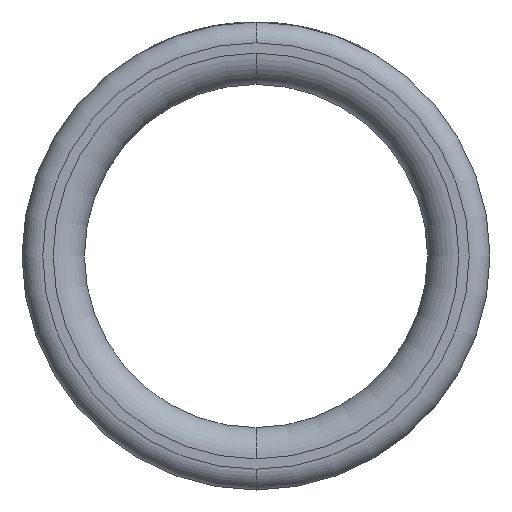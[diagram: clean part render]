
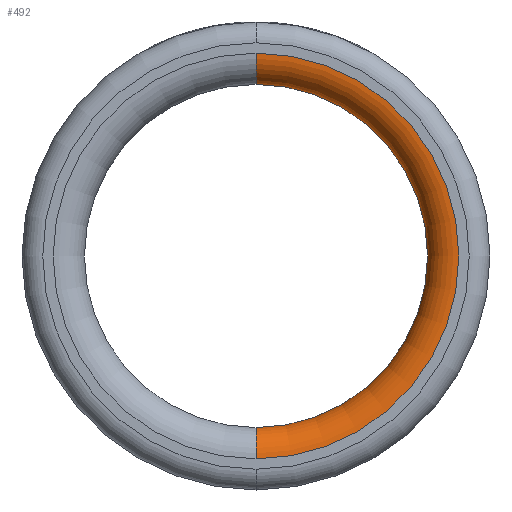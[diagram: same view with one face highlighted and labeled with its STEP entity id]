
A CAD part, front view. The second image highlights one B-rep face of the part: STEP entity #492.
In plain terms, the highlighted toroidal (fillet/blend) face has major radius 19.5 mm and minor radius 3 mm.
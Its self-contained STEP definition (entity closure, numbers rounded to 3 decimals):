
#31 = CIRCLE ( 'NONE', #1851, 16.5 ) ;
#40 = DIRECTION ( 'NONE',  ( 0., 0., -1. ) ) ;
#48 = ORIENTED_EDGE ( 'NONE', *, *, #2288, .T. ) ;
#54 = DIRECTION ( 'NONE',  ( -1., 0., 0. ) ) ;
#224 = CARTESIAN_POINT ( 'NONE',  ( 0., -62., -16.5 ) ) ;
#280 = VERTEX_POINT ( 'NONE', #389 ) ;
#311 = FACE_OUTER_BOUND ( 'NONE', #2476, .T. ) ;
#389 = CARTESIAN_POINT ( 'NONE',  ( 0., -62., 16.5 ) ) ;
#469 = DIRECTION ( 'NONE',  ( 0., 0., -1. ) ) ;
#485 = EDGE_CURVE ( 'NONE', #909, #1724, #2401, .T. ) ;
#492 = ADVANCED_FACE ( 'NONE', ( #311 ), #1448, .T. ) ;
#535 = EDGE_CURVE ( 'NONE', #909, #851, #2367, .T. ) ;
#537 = EDGE_CURVE ( 'NONE', #1724, #280, #31, .T. ) ;
#569 = AXIS2_PLACEMENT_3D ( 'NONE', #1341, #1364, #1757 ) ;
#646 = DIRECTION ( 'NONE',  ( 0., 0., 1. ) ) ;
#830 = AXIS2_PLACEMENT_3D ( 'NONE', #2397, #1038, #469 ) ;
#851 = VERTEX_POINT ( 'NONE', #2276 ) ;
#909 = VERTEX_POINT ( 'NONE', #1864 ) ;
#1016 = DIRECTION ( 'NONE',  ( 0., 0., -1. ) ) ;
#1033 = ORIENTED_EDGE ( 'NONE', *, *, #537, .F. ) ;
#1038 = DIRECTION ( 'NONE',  ( 0., -1., 0. ) ) ;
#1211 = CARTESIAN_POINT ( 'NONE',  ( 0., -62., -19.5 ) ) ;
#1341 = CARTESIAN_POINT ( 'NONE',  ( 0., -62., 19.5 ) ) ;
#1342 = ORIENTED_EDGE ( 'NONE', *, *, #485, .F. ) ;
#1364 = DIRECTION ( 'NONE',  ( 1., 0., 0. ) ) ;
#1448 = TOROIDAL_SURFACE ( 'NONE', #830, 19.5, 3. ) ;
#1543 = AXIS2_PLACEMENT_3D ( 'NONE', #1211, #54, #646 ) ;
#1555 = CIRCLE ( 'NONE', #569, 3. ) ;
#1627 = CARTESIAN_POINT ( 'NONE',  ( 0., -62., 0. ) ) ;
#1724 = VERTEX_POINT ( 'NONE', #224 ) ;
#1757 = DIRECTION ( 'NONE',  ( 0., 0., -1. ) ) ;
#1851 = AXIS2_PLACEMENT_3D ( 'NONE', #1627, #2200, #40 ) ;
#1864 = CARTESIAN_POINT ( 'NONE',  ( 0., -65., -19.5 ) ) ;
#2023 = CARTESIAN_POINT ( 'NONE',  ( 0., -65., 0. ) ) ;
#2060 = AXIS2_PLACEMENT_3D ( 'NONE', #2023, #2222, #1016 ) ;
#2200 = DIRECTION ( 'NONE',  ( 0., -1., 0. ) ) ;
#2222 = DIRECTION ( 'NONE',  ( 0., -1., 0. ) ) ;
#2276 = CARTESIAN_POINT ( 'NONE',  ( 0., -65., 19.5 ) ) ;
#2288 = EDGE_CURVE ( 'NONE', #851, #280, #1555, .T. ) ;
#2367 = CIRCLE ( 'NONE', #2060, 19.5 ) ;
#2397 = CARTESIAN_POINT ( 'NONE',  ( 0., -62., 0. ) ) ;
#2401 = CIRCLE ( 'NONE', #1543, 3. ) ;
#2417 = ORIENTED_EDGE ( 'NONE', *, *, #535, .T. ) ;
#2476 = EDGE_LOOP ( 'NONE', ( #2417, #48, #1033, #1342 ) ) ;
